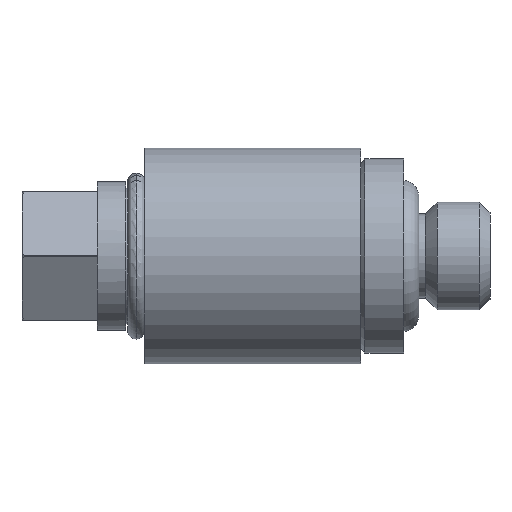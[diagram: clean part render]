
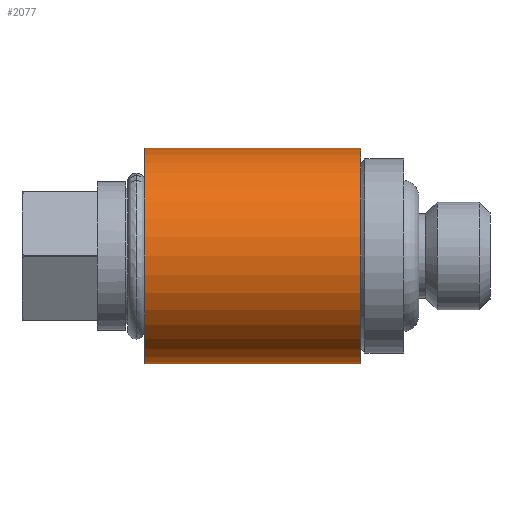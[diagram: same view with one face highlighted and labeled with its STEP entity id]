
A CAD part, left-side view. The second image highlights one B-rep face of the part: STEP entity #2077.
In plain terms, the highlighted cylindrical face has radius 5 mm (diameter 10 mm), a partial arc.
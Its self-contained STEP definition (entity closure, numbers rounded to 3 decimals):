
#101 = AXIS2_PLACEMENT_3D ( 'NONE', #104, #106, #105 ) ;
#104 = CARTESIAN_POINT ( 'NONE',  ( 0., 6., 0. ) ) ;
#105 = DIRECTION ( 'NONE',  ( 0., 0., 1. ) ) ;
#106 = DIRECTION ( 'NONE',  ( 0., 1., 0. ) ) ;
#323 = CIRCLE ( 'NONE', #101, 5. ) ;
#922 = CYLINDRICAL_SURFACE ( 'NONE', #924, 5. ) ;
#923 = CARTESIAN_POINT ( 'NONE',  ( 0., 26.086, 0. ) ) ;
#924 = AXIS2_PLACEMENT_3D ( 'NONE', #923, #950, #949 ) ;
#925 = FACE_OUTER_BOUND ( 'NONE', #2081, .T. ) ;
#949 = DIRECTION ( 'NONE',  ( 0., 0., 1. ) ) ;
#950 = DIRECTION ( 'NONE',  ( 0., 1., 0. ) ) ;
#1441 = EDGE_CURVE ( 'NONE', #1788, #1718, #2375, .T. ) ;
#1718 = VERTEX_POINT ( 'NONE', #2963 ) ;
#1720 = EDGE_CURVE ( 'NONE', #1731, #1718, #2972, .T. ) ;
#1724 = VERTEX_POINT ( 'NONE', #2987 ) ;
#1731 = VERTEX_POINT ( 'NONE', #2978 ) ;
#1788 = VERTEX_POINT ( 'NONE', #3142 ) ;
#1792 = EDGE_CURVE ( 'NONE', #1724, #1788, #3128, .T. ) ;
#2037 = EDGE_CURVE ( 'NONE', #1724, #1731, #323, .T. ) ;
#2077 = ADVANCED_FACE ( 'NONE', ( #925 ), #922, .T. ) ;
#2081 = EDGE_LOOP ( 'NONE', ( #2125, #2087, #2082, #2107 ) ) ;
#2082 = ORIENTED_EDGE ( 'NONE', *, *, #1720, .T. ) ;
#2087 = ORIENTED_EDGE ( 'NONE', *, *, #2037, .T. ) ;
#2107 = ORIENTED_EDGE ( 'NONE', *, *, #1441, .F. ) ;
#2125 = ORIENTED_EDGE ( 'NONE', *, *, #1792, .F. ) ;
#2350 = DIRECTION ( 'NONE',  ( 0., 0., 1. ) ) ;
#2351 = DIRECTION ( 'NONE',  ( 0., 1., 0. ) ) ;
#2352 = AXIS2_PLACEMENT_3D ( 'NONE', #2377, #2351, #2350 ) ;
#2375 = CIRCLE ( 'NONE', #2352, 5. ) ;
#2377 = CARTESIAN_POINT ( 'NONE',  ( 0., 16., 0. ) ) ;
#2963 = CARTESIAN_POINT ( 'NONE',  ( 0., 16., 5. ) ) ;
#2969 = DIRECTION ( 'NONE',  ( 0., 1., 0. ) ) ;
#2970 = VECTOR ( 'NONE', #2969, 1000. ) ;
#2971 = CARTESIAN_POINT ( 'NONE',  ( 0., 26.086, 5. ) ) ;
#2972 = LINE ( 'NONE', #2971, #2970 ) ;
#2978 = CARTESIAN_POINT ( 'NONE',  ( 0., 6., 5. ) ) ;
#2987 = CARTESIAN_POINT ( 'NONE',  ( 0., 6., -5. ) ) ;
#3128 = LINE ( 'NONE', #3150, #3149 ) ;
#3142 = CARTESIAN_POINT ( 'NONE',  ( 0., 16., -5. ) ) ;
#3148 = DIRECTION ( 'NONE',  ( 0., 1., 0. ) ) ;
#3149 = VECTOR ( 'NONE', #3148, 1000. ) ;
#3150 = CARTESIAN_POINT ( 'NONE',  ( 0., 26.086, -5. ) ) ;
